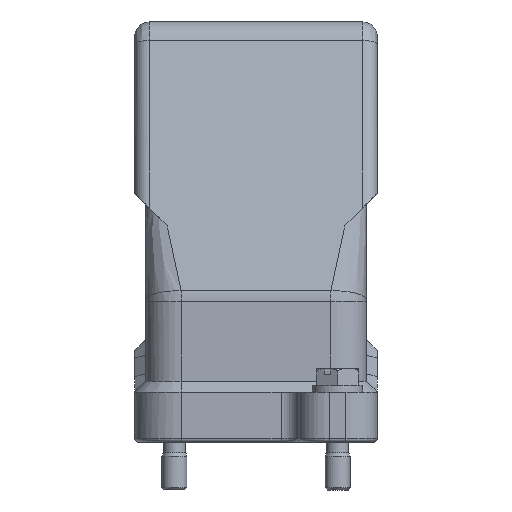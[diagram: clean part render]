
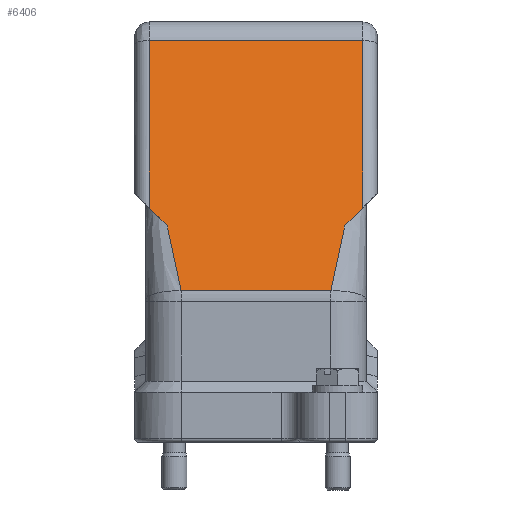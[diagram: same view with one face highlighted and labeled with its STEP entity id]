
A CAD part, left-side view. The second image highlights one B-rep face of the part: STEP entity #6406.
In plain terms, the highlighted planar face has unit normal (-0.966, 0, 0.259).
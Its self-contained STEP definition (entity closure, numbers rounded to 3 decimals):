
#5805=PLANE('',#18839);
#6406=ADVANCED_FACE('',(#7204),#5805,.T.);
#7204=FACE_OUTER_BOUND('',#7931,.T.);
#7931=EDGE_LOOP('',(#11564,#11565,#11566,#11567,#11568,#11569,#11570,#11571));
#8964=LINE('',#24939,#10005);
#8965=LINE('',#24971,#10006);
#8968=LINE('',#24999,#10009);
#8971=LINE('',#25031,#10012);
#8972=LINE('',#25089,#10013);
#8974=LINE('',#25130,#10015);
#8975=LINE('',#25132,#10016);
#8976=LINE('',#25134,#10017);
#10005=VECTOR('',#20130,1.);
#10006=VECTOR('',#20137,1.);
#10009=VECTOR('',#20150,1.);
#10012=VECTOR('',#20161,1.);
#10013=VECTOR('',#20162,1.);
#10015=VECTOR('',#20166,1.);
#10016=VECTOR('',#20169,1.);
#10017=VECTOR('',#20170,1.);
#11564=ORIENTED_EDGE('',*,*,#16745,.T.);
#11565=ORIENTED_EDGE('',*,*,#16764,.T.);
#11566=ORIENTED_EDGE('',*,*,#16760,.T.);
#11567=ORIENTED_EDGE('',*,*,#16758,.T.);
#11568=ORIENTED_EDGE('',*,*,#16751,.F.);
#11569=ORIENTED_EDGE('',*,*,#16765,.T.);
#11570=ORIENTED_EDGE('',*,*,#16766,.F.);
#11571=ORIENTED_EDGE('',*,*,#16741,.F.);
#15357=VERTEX_POINT('',#24938);
#15358=VERTEX_POINT('',#24940);
#15359=VERTEX_POINT('',#24970);
#15362=VERTEX_POINT('',#24997);
#15364=VERTEX_POINT('',#25000);
#15369=VERTEX_POINT('',#25032);
#15370=VERTEX_POINT('',#25090);
#15372=VERTEX_POINT('',#25133);
#16741=EDGE_CURVE('',#15357,#15358,#8964,.T.);
#16745=EDGE_CURVE('',#15357,#15359,#8965,.T.);
#16751=EDGE_CURVE('',#15362,#15364,#8968,.T.);
#16758=EDGE_CURVE('',#15369,#15364,#8971,.T.);
#16760=EDGE_CURVE('',#15370,#15369,#8972,.T.);
#16764=EDGE_CURVE('',#15359,#15370,#8974,.T.);
#16765=EDGE_CURVE('',#15362,#15372,#8975,.T.);
#16766=EDGE_CURVE('',#15358,#15372,#8976,.T.);
#18839=AXIS2_PLACEMENT_3D('',#25135,#20171,#20172);
#20130=DIRECTION('',(-0.259,0.,-0.966));
#20137=DIRECTION('',(0.,1.,0.));
#20150=DIRECTION('',(0.,1.,0.));
#20161=DIRECTION('',(-0.253,-0.204,-0.946));
#20162=DIRECTION('',(-0.186,-0.695,-0.695));
#20166=DIRECTION('',(-0.259,0.,-0.966));
#20169=DIRECTION('',(0.253,-0.204,0.946));
#20170=DIRECTION('',(-0.186,0.695,-0.695));
#20171=DIRECTION('',(-0.966,0.,0.259));
#20172=DIRECTION('',(0.259,0.,0.966));
#24938=CARTESIAN_POINT('',(-28.641,-25.5,96.053));
#24939=CARTESIAN_POINT('',(-28.641,-25.5,96.053));
#24940=CARTESIAN_POINT('',(-39.373,-25.5,56.));
#24970=CARTESIAN_POINT('',(-28.641,25.5,96.053));
#24971=CARTESIAN_POINT('',(-28.641,-25.5,96.053));
#24997=CARTESIAN_POINT('',(-44.659,-17.9,36.272));
#24999=CARTESIAN_POINT('',(-44.659,-17.9,36.272));
#25000=CARTESIAN_POINT('',(-44.659,17.9,36.272));
#25031=CARTESIAN_POINT('',(-40.518,21.227,51.727));
#25032=CARTESIAN_POINT('',(-40.518,21.227,51.727));
#25089=CARTESIAN_POINT('',(-39.373,25.5,56.));
#25090=CARTESIAN_POINT('',(-39.373,25.5,56.));
#25130=CARTESIAN_POINT('',(-28.641,25.5,96.053));
#25132=CARTESIAN_POINT('',(-44.659,-17.9,36.272));
#25133=CARTESIAN_POINT('',(-40.518,-21.227,51.727));
#25134=CARTESIAN_POINT('',(-39.373,-25.5,56.));
#25135=CARTESIAN_POINT('',(-45.46,-28.05,33.283));
